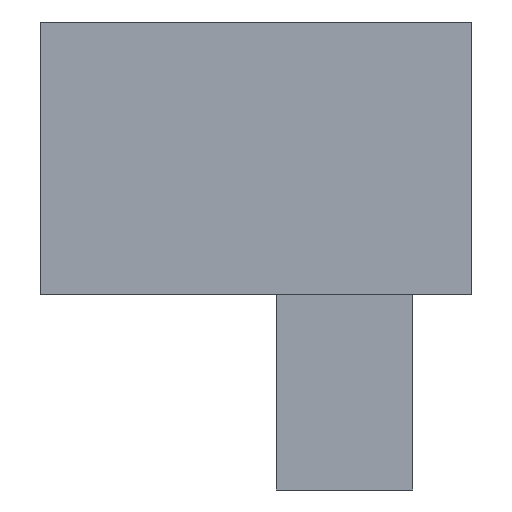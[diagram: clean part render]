
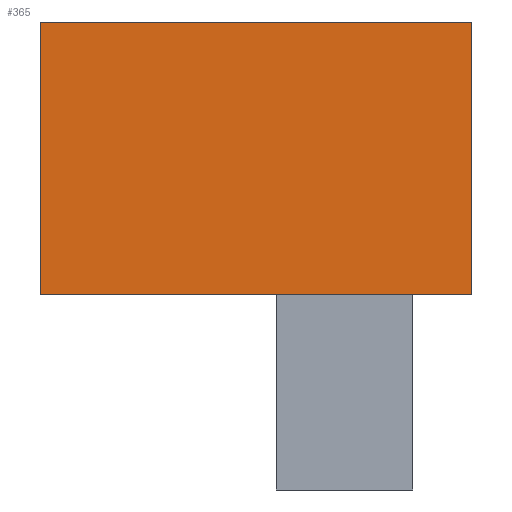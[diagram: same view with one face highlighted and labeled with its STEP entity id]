
A CAD part, front view. The second image highlights one B-rep face of the part: STEP entity #365.
In plain terms, the highlighted planar face has unit normal (0, -1, 0).
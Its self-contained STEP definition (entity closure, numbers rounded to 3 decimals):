
#11 = VERTEX_POINT ( 'NONE', #1083 ) ;
#19 = FACE_OUTER_BOUND ( 'NONE', #632, .T. ) ;
#41 = DIRECTION ( 'NONE',  ( 1., 0., 0. ) ) ;
#76 = DIRECTION ( 'NONE',  ( 0., 0., -1. ) ) ;
#102 = ORIENTED_EDGE ( 'NONE', *, *, #1444, .F. ) ;
#172 = CARTESIAN_POINT ( 'NONE',  ( -47.5, 0., 30. ) ) ;
#177 = VERTEX_POINT ( 'NONE', #1122 ) ;
#208 = ORIENTED_EDGE ( 'NONE', *, *, #997, .F. ) ;
#270 = CARTESIAN_POINT ( 'NONE',  ( 0., 0., 0. ) ) ;
#282 = DIRECTION ( 'NONE',  ( 0., 0., 1. ) ) ;
#285 = VECTOR ( 'NONE', #76, 1000. ) ;
#309 = LINE ( 'NONE', #677, #1618 ) ;
#365 = ADVANCED_FACE ( 'NONE', ( #19 ), #1021, .F. ) ;
#477 = AXIS2_PLACEMENT_3D ( 'NONE', #270, #881, #1416 ) ;
#542 = EDGE_CURVE ( 'NONE', #11, #177, #584, .T. ) ;
#584 = LINE ( 'NONE', #854, #1609 ) ;
#607 = LINE ( 'NONE', #938, #285 ) ;
#632 = EDGE_LOOP ( 'NONE', ( #893, #208, #102, #781 ) ) ;
#677 = CARTESIAN_POINT ( 'NONE',  ( -47.5, 0., -30. ) ) ;
#751 = VERTEX_POINT ( 'NONE', #1274 ) ;
#781 = ORIENTED_EDGE ( 'NONE', *, *, #542, .F. ) ;
#854 = CARTESIAN_POINT ( 'NONE',  ( -47.5, 0., -30. ) ) ;
#881 = DIRECTION ( 'NONE',  ( 0., 1., 0. ) ) ;
#893 = ORIENTED_EDGE ( 'NONE', *, *, #1160, .F. ) ;
#938 = CARTESIAN_POINT ( 'NONE',  ( 47.5, 0., -30. ) ) ;
#997 = EDGE_CURVE ( 'NONE', #1184, #751, #1368, .T. ) ;
#1021 = PLANE ( 'NONE',  #477 ) ;
#1083 = CARTESIAN_POINT ( 'NONE',  ( 47.5, 0., -30. ) ) ;
#1105 = VECTOR ( 'NONE', #41, 1000. ) ;
#1122 = CARTESIAN_POINT ( 'NONE',  ( -47.5, 0., -30. ) ) ;
#1160 = EDGE_CURVE ( 'NONE', #751, #11, #607, .T. ) ;
#1184 = VERTEX_POINT ( 'NONE', #1216 ) ;
#1216 = CARTESIAN_POINT ( 'NONE',  ( -47.5, 0., 30. ) ) ;
#1274 = CARTESIAN_POINT ( 'NONE',  ( 47.5, 0., 30. ) ) ;
#1368 = LINE ( 'NONE', #172, #1105 ) ;
#1416 = DIRECTION ( 'NONE',  ( 0., 0., 1. ) ) ;
#1444 = EDGE_CURVE ( 'NONE', #177, #1184, #309, .T. ) ;
#1609 = VECTOR ( 'NONE', #1626, 1000. ) ;
#1618 = VECTOR ( 'NONE', #282, 1000. ) ;
#1626 = DIRECTION ( 'NONE',  ( -1., 0., 0. ) ) ;
